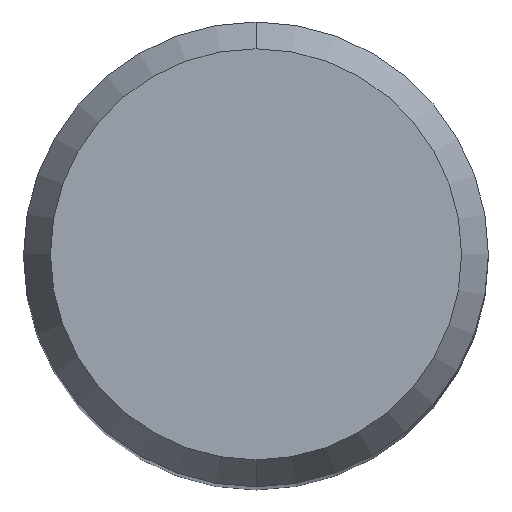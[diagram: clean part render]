
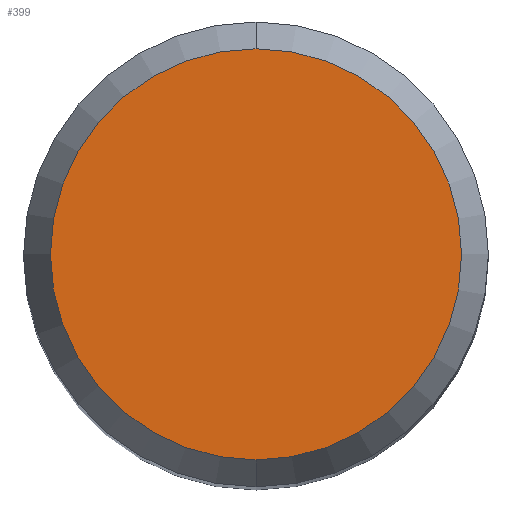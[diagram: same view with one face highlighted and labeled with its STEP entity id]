
A CAD part, top view. The second image highlights one B-rep face of the part: STEP entity #399.
In plain terms, the highlighted planar face has unit normal (0, 0, 1).
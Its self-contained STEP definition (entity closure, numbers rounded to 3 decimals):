
#251=EDGE_CURVE('',#465,#423,#616,.T.);
#283=EDGE_CURVE('',#423,#465,#654,.T.);
#399=ADVANCED_FACE('',(#785),#786,.T.);
#423=VERTEX_POINT('',#813);
#465=VERTEX_POINT('',#857);
#616=CIRCLE('',#1037,4.423);
#654=CIRCLE('',#1112,4.423);
#785=FACE_OUTER_BOUND('',#1361,.T.);
#786=PLANE('',#1362);
#813=CARTESIAN_POINT('',(0.0,4.423,0.0));
#857=CARTESIAN_POINT('',(0.,-4.423,0.0));
#1037=AXIS2_PLACEMENT_3D('',#1755,#1756,#1757);
#1112=AXIS2_PLACEMENT_3D('',#1808,#1809,#1810);
#1361=EDGE_LOOP('',(#1998,#1999));
#1362=AXIS2_PLACEMENT_3D('',#2000,#2001,#2002);
#1755=CARTESIAN_POINT('',(0.0,0.0,0.0));
#1756=DIRECTION('',(0.0,0.0,-1.0));
#1757=DIRECTION('',(0.0,1.0,0.0));
#1808=CARTESIAN_POINT('',(0.0,0.0,0.0));
#1809=DIRECTION('',(0.0,0.0,-1.0));
#1810=DIRECTION('',(0.0,1.0,0.0));
#1998=ORIENTED_EDGE('',*,*,#283,.F.);
#1999=ORIENTED_EDGE('',*,*,#251,.F.);
#2000=CARTESIAN_POINT('',(0.0,2.211,0.0));
#2001=DIRECTION('',(-0.0,0.0,1.0));
#2002=DIRECTION('',(0.0,-1.0,0.0));
